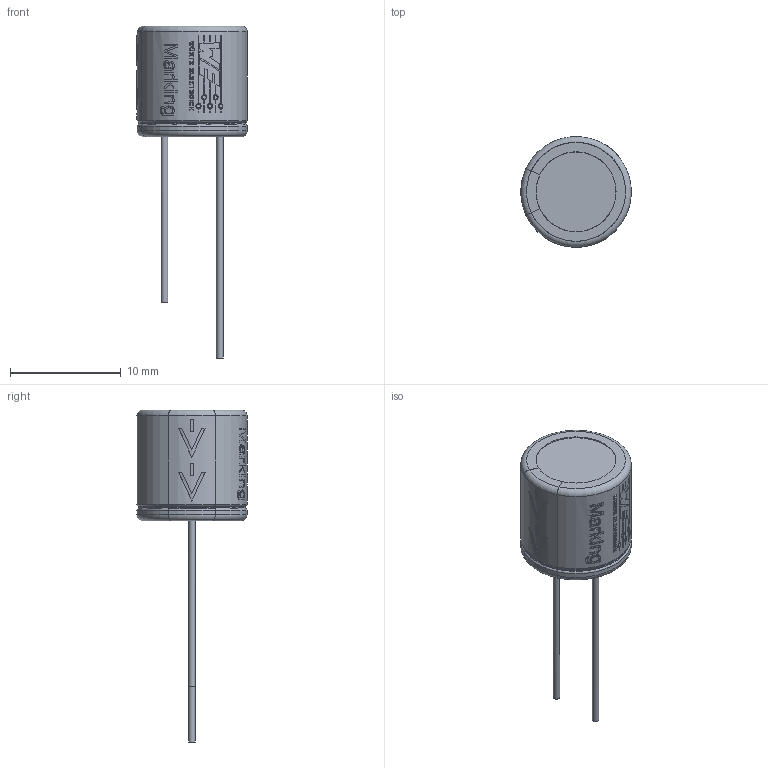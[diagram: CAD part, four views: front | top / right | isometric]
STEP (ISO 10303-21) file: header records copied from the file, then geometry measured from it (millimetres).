
FILE_DESCRIPTION( ( 'Unknown' ), '1' );
FILE_NAME( '10x10x5x0.6.stp', 'Unknown', ( 'Unknown' ), ( 'Unknown' ), 'PSStep 21.0.46', 'Unknown', ' ' );
FILE_SCHEMA( ( 'AUTOMOTIVE_DESIGN { 1 0 10303 214 1 1 1 1 }' ) );
Length unit declared in the file: millimetre
Products named in the file (3): 1; 2; 3
Bounding box: 9.97 x 9.98 x 30 mm (x, y, z)
Volume: 769.2 mm3; surface area: 1401.6 mm2
Topology: 3 solids, 3 shells, 503 faces, 1267 edges, 839 vertices
Faces by surface type: plane 264, bspline 127, cylinder 88, torus 24
Full cylindrical faces by diameter (mm): 0.6 x2, 1.111 x1, 1.389 x1, 2.222 x1, 2.5 x1, 3.889 x1, 4.167 x1, 5.833 x1, 6.667 x1, 6.944 x1, 7.222 x2, 8.278 x1, 8.954 x1, 9.449 x1, 9.469 x1, 9.78 x2, 9.8 x2
Entity records: 25368 total; most frequent: CARTESIAN_POINT 10033, ORIENTED_EDGE 2442, DIRECTION 1998, EDGE_CURVE 1221, VERTEX_POINT 835, AXIS2_PLACEMENT_3D 682, LINE 634, VECTOR 634
